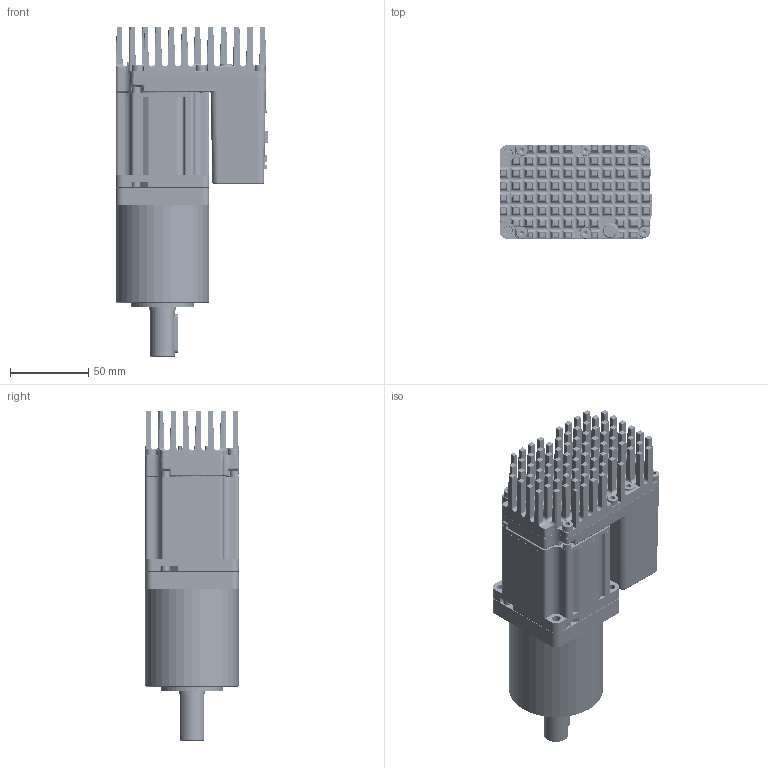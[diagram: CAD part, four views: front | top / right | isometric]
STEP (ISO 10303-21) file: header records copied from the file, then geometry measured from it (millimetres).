
FILE_DESCRIPTION (( 'STEP AP214' ), '1' );
FILE_NAME ('MDX 200W IP20 20±È³¤.STEP', '2019-01-04T07:14:41', ( '' ), ( '' ), 'SwSTEP 2.0', 'SolidWorks 2015', '' );
FILE_SCHEMA (( 'AUTOMOTIVE_DESIGN' ));
Length unit declared in the file: millimetre
Products named in the file (1): MDX 200W IP20 20掀酗
Bounding box: 97.72 x 60 x 211.8 mm (x, y, z)
Volume: 423784.8 mm3; surface area: 201284.6 mm2
Topology: 56 solids, 56 shells, 7874 faces, 19778 edges, 11690 vertices
Faces by surface type: plane 3048, cylinder 2571, bspline 1651, cone 298, sphere 256, torus 50
Entity records: 388206 total; most frequent: CARTESIAN_POINT 126565, ORIENTED_EDGE 38620, DIRECTION 33481, EDGE_CURVE 19310, VERTEX_POINT 11690, AXIS2_PLACEMENT_3D 11438, LINE 10605, VECTOR 10605
